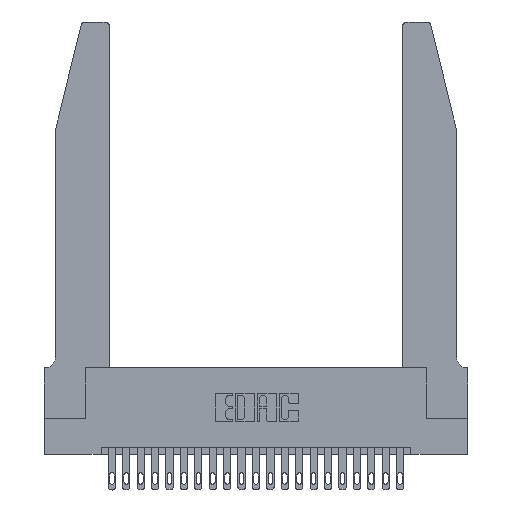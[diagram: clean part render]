
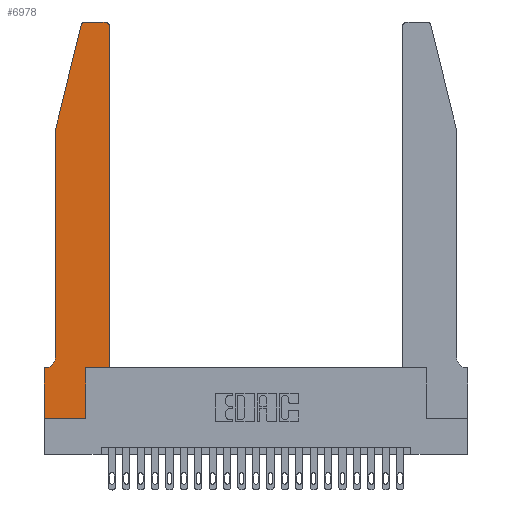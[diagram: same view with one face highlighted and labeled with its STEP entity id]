
A CAD part, top view. The second image highlights one B-rep face of the part: STEP entity #6978.
In plain terms, the highlighted planar face has unit normal (0, 0, 1).
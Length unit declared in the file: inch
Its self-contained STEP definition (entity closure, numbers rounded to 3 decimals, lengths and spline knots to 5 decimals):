
#90 = VECTOR ( 'NONE', #12088, 39.37008 ) ;
#471 = DIRECTION ( 'NONE',  ( -0.239, -0.971, 0. ) ) ;
#782 = EDGE_CURVE ( 'NONE', #12760, #16843, #13057, .T. ) ;
#956 = ORIENTED_EDGE ( 'NONE', *, *, #12567, .T. ) ;
#1359 = VECTOR ( 'NONE', #9289, 39.37008 ) ;
#1711 = CIRCLE ( 'NONE', #15803, 0.07 ) ;
#1869 = VERTEX_POINT ( 'NONE', #6369 ) ;
#2040 = ORIENTED_EDGE ( 'NONE', *, *, #11508, .T. ) ;
#2049 = ORIENTED_EDGE ( 'NONE', *, *, #15232, .T. ) ;
#2600 = LINE ( 'NONE', #6451, #8705 ) ;
#3130 = CIRCLE ( 'NONE', #8533, 0.03 ) ;
#3227 = DIRECTION ( 'NONE',  ( 1., 0., 0. ) ) ;
#3249 = DIRECTION ( 'NONE',  ( 0., 0., -1. ) ) ;
#3345 = VERTEX_POINT ( 'NONE', #20457 ) ;
#3613 = CARTESIAN_POINT ( 'NONE',  ( 0.4505, 0.35, 0.37 ) ) ;
#3641 = ORIENTED_EDGE ( 'NONE', *, *, #6486, .T. ) ;
#4119 = VERTEX_POINT ( 'NONE', #12667 ) ;
#4120 = VECTOR ( 'NONE', #13271, 39.37008 ) ;
#4202 = DIRECTION ( 'NONE',  ( 0., -1., 0. ) ) ;
#4272 = CARTESIAN_POINT ( 'NONE',  ( 0.4505, 0.35, 0.37 ) ) ;
#4343 = VECTOR ( 'NONE', #12931, 39.37008 ) ;
#4845 = LINE ( 'NONE', #5911, #11520 ) ;
#4944 = EDGE_CURVE ( 'NONE', #9694, #1869, #17127, .T. ) ;
#5035 = DIRECTION ( 'NONE',  ( 1., 0., 0. ) ) ;
#5661 = CARTESIAN_POINT ( 'NONE',  ( 0.284, 2.75, 0.37 ) ) ;
#5871 = ORIENTED_EDGE ( 'NONE', *, *, #12288, .T. ) ;
#5911 = CARTESIAN_POINT ( 'NONE',  ( 0.0755, 2., 0.37 ) ) ;
#6151 = VERTEX_POINT ( 'NONE', #5661 ) ;
#6353 = AXIS2_PLACEMENT_3D ( 'NONE', #10468, #14686, #20265 ) ;
#6369 = CARTESIAN_POINT ( 'NONE',  ( 0.2865, 0.35, 0.37 ) ) ;
#6451 = CARTESIAN_POINT ( 'NONE',  ( 0.0755, 0.35, 0.37 ) ) ;
#6486 = EDGE_CURVE ( 'NONE', #16843, #4119, #17936, .T. ) ;
#6827 = DIRECTION ( 'NONE',  ( 0., 0., 1. ) ) ;
#6978 = ADVANCED_FACE ( 'NONE', ( #8364 ), #16110, .T. ) ;
#7614 = EDGE_LOOP ( 'NONE', ( #2049, #13313, #5871, #956, #9853, #2040, #20630, #18567, #20242, #9414, #13662, #3641 ) ) ;
#8364 = FACE_OUTER_BOUND ( 'NONE', #7614, .T. ) ;
#8533 = AXIS2_PLACEMENT_3D ( 'NONE', #13483, #15226, #19037 ) ;
#8632 = CARTESIAN_POINT ( 'NONE',  ( 0.4505, 0.35, 0.37 ) ) ;
#8705 = VECTOR ( 'NONE', #10390, 39.37008 ) ;
#9205 = CARTESIAN_POINT ( 'NONE',  ( 0., 0., 0.37 ) ) ;
#9289 = DIRECTION ( 'NONE',  ( 0., -1., 0. ) ) ;
#9342 = CARTESIAN_POINT ( 'NONE',  ( 0.4505, 2.72, 0.37 ) ) ;
#9414 = ORIENTED_EDGE ( 'NONE', *, *, #11726, .T. ) ;
#9545 = CARTESIAN_POINT ( 'NONE',  ( 0.25487, 2.72718, 0.37 ) ) ;
#9694 = VERTEX_POINT ( 'NONE', #20925 ) ;
#9853 = ORIENTED_EDGE ( 'NONE', *, *, #17872, .T. ) ;
#10390 = DIRECTION ( 'NONE',  ( -1., 0., 0. ) ) ;
#10468 = CARTESIAN_POINT ( 'NONE',  ( 0.4205, 2.72, 0.37 ) ) ;
#11084 = VERTEX_POINT ( 'NONE', #21466 ) ;
#11222 = LINE ( 'NONE', #9205, #1359 ) ;
#11508 = EDGE_CURVE ( 'NONE', #23987, #21938, #2600, .T. ) ;
#11520 = VECTOR ( 'NONE', #4202, 39.37008 ) ;
#11726 = EDGE_CURVE ( 'NONE', #1869, #12760, #22003, .T. ) ;
#12088 = DIRECTION ( 'NONE',  ( -1., 0., 0. ) ) ;
#12149 = LINE ( 'NONE', #18948, #23432 ) ;
#12174 = VECTOR ( 'NONE', #21974, 39.37008 ) ;
#12288 = EDGE_CURVE ( 'NONE', #18047, #11084, #12149, .T. ) ;
#12567 = EDGE_CURVE ( 'NONE', #11084, #3345, #4845, .T. ) ;
#12667 = CARTESIAN_POINT ( 'NONE',  ( 0.4205, 2.75, 0.37 ) ) ;
#12756 = CARTESIAN_POINT ( 'NONE',  ( 0.0055, 0.35, 0.37 ) ) ;
#12760 = VERTEX_POINT ( 'NONE', #4272 ) ;
#12931 = DIRECTION ( 'NONE',  ( 0., 1., 0. ) ) ;
#12966 = CARTESIAN_POINT ( 'NONE',  ( 0., 0., 0.37 ) ) ;
#13057 = LINE ( 'NONE', #3613, #4343 ) ;
#13117 = CARTESIAN_POINT ( 'NONE',  ( 0.2865, 0.35, 0.37 ) ) ;
#13271 = DIRECTION ( 'NONE',  ( 0., 1., 0. ) ) ;
#13313 = ORIENTED_EDGE ( 'NONE', *, *, #20745, .T. ) ;
#13483 = CARTESIAN_POINT ( 'NONE',  ( 0.284, 2.72, 0.37 ) ) ;
#13657 = AXIS2_PLACEMENT_3D ( 'NONE', #14345, #6827, #5035 ) ;
#13662 = ORIENTED_EDGE ( 'NONE', *, *, #782, .T. ) ;
#14345 = CARTESIAN_POINT ( 'NONE',  ( 0., 0.35, 0.37 ) ) ;
#14686 = DIRECTION ( 'NONE',  ( 0., 0., 1. ) ) ;
#15198 = VERTEX_POINT ( 'NONE', #19099 ) ;
#15226 = DIRECTION ( 'NONE',  ( 0., 0., 1. ) ) ;
#15232 = EDGE_CURVE ( 'NONE', #4119, #6151, #23573, .T. ) ;
#15803 = AXIS2_PLACEMENT_3D ( 'NONE', #23575, #3249, #18115 ) ;
#16110 = PLANE ( 'NONE',  #13657 ) ;
#16843 = VERTEX_POINT ( 'NONE', #9342 ) ;
#17127 = LINE ( 'NONE', #13117, #4120 ) ;
#17872 = EDGE_CURVE ( 'NONE', #3345, #23987, #1711, .T. ) ;
#17936 = CIRCLE ( 'NONE', #6353, 0.03 ) ;
#17965 = LINE ( 'NONE', #12966, #22316 ) ;
#18047 = VERTEX_POINT ( 'NONE', #9545 ) ;
#18115 = DIRECTION ( 'NONE',  ( -1., 0., 0. ) ) ;
#18567 = ORIENTED_EDGE ( 'NONE', *, *, #19889, .T. ) ;
#18948 = CARTESIAN_POINT ( 'NONE',  ( 0.0755, 2., 0.37 ) ) ;
#19037 = DIRECTION ( 'NONE',  ( 1., 0., 0. ) ) ;
#19099 = CARTESIAN_POINT ( 'NONE',  ( 0., 0., 0.37 ) ) ;
#19889 = EDGE_CURVE ( 'NONE', #15198, #9694, #17965, .T. ) ;
#20242 = ORIENTED_EDGE ( 'NONE', *, *, #4944, .T. ) ;
#20265 = DIRECTION ( 'NONE',  ( 1., 0., 0. ) ) ;
#20457 = CARTESIAN_POINT ( 'NONE',  ( 0.0755, 0.42, 0.37 ) ) ;
#20630 = ORIENTED_EDGE ( 'NONE', *, *, #23496, .T. ) ;
#20745 = EDGE_CURVE ( 'NONE', #6151, #18047, #3130, .T. ) ;
#20925 = CARTESIAN_POINT ( 'NONE',  ( 0.2865, 0., 0.37 ) ) ;
#21307 = CARTESIAN_POINT ( 'NONE',  ( 0.2605, 2.75, 0.37 ) ) ;
#21466 = CARTESIAN_POINT ( 'NONE',  ( 0.0755, 2., 0.37 ) ) ;
#21938 = VERTEX_POINT ( 'NONE', #23101 ) ;
#21974 = DIRECTION ( 'NONE',  ( 1., 0., 0. ) ) ;
#22003 = LINE ( 'NONE', #8632, #12174 ) ;
#22316 = VECTOR ( 'NONE', #3227, 39.37008 ) ;
#23101 = CARTESIAN_POINT ( 'NONE',  ( 0., 0.35, 0.37 ) ) ;
#23432 = VECTOR ( 'NONE', #471, 39.37008 ) ;
#23496 = EDGE_CURVE ( 'NONE', #21938, #15198, #11222, .T. ) ;
#23573 = LINE ( 'NONE', #21307, #90 ) ;
#23575 = CARTESIAN_POINT ( 'NONE',  ( 0.0055, 0.42, 0.37 ) ) ;
#23987 = VERTEX_POINT ( 'NONE', #12756 ) ;
